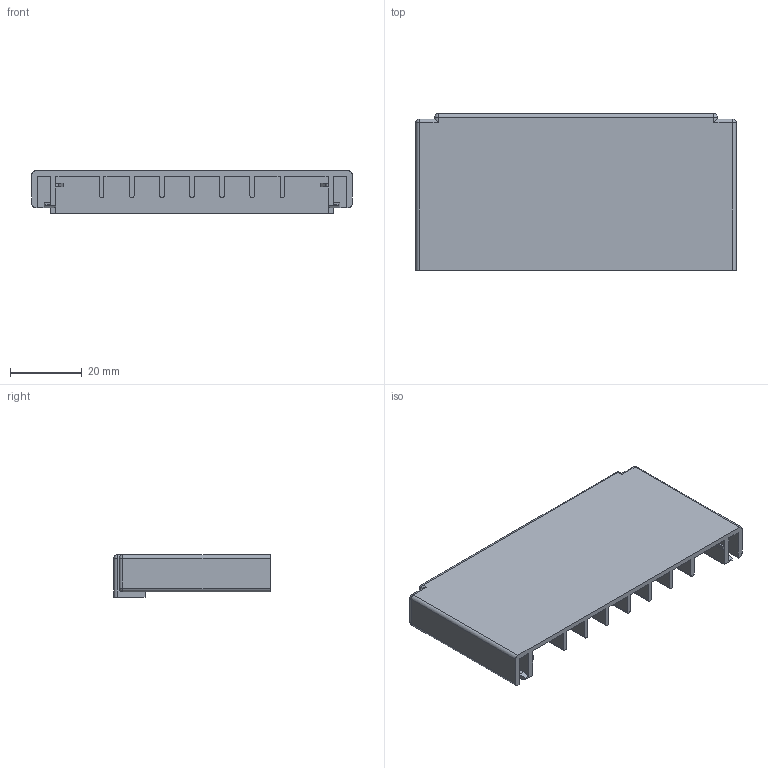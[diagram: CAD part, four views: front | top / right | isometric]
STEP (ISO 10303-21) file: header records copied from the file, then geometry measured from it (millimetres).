
FILE_DESCRIPTION((''),'2;1');
FILE_NAME('1SDH002065A1135_IGES','2019-05-21T',('ITSTCAR1'),(''),'CREO PARAMETRIC BY PTC INC, 2016050','CREO PARAMETRIC BY PTC INC, 2016050','');
FILE_SCHEMA(('AUTOMOTIVE_DESIGN { 1 0 10303 214 1 1 1 1 }'));
Length unit declared in the file: millimetre
Products named in the file (1): 1SDH002065A1135_IGES
Bounding box: 89.5 x 43.75 x 11.8 mm (x, y, z)
Volume: 11830.3 mm3; surface area: 16872.2 mm2
Topology: 1 solids, 1 shells, 115 faces, 313 edges, 200 vertices
Faces by surface type: plane 74, cylinder 35, sphere 6
Entity records: 4259 total; most frequent: CARTESIAN_POINT 700, ORIENTED_EDGE 626, DIRECTION 599, EDGE_CURVE 313, VECTOR 241, LINE 241, COLOUR_RGB 202, VERTEX_POINT 200
